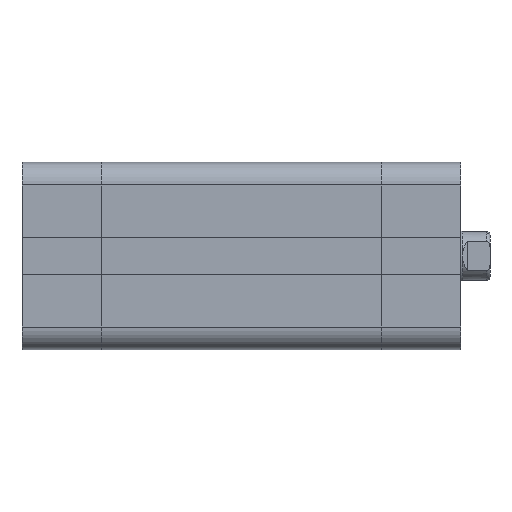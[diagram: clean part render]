
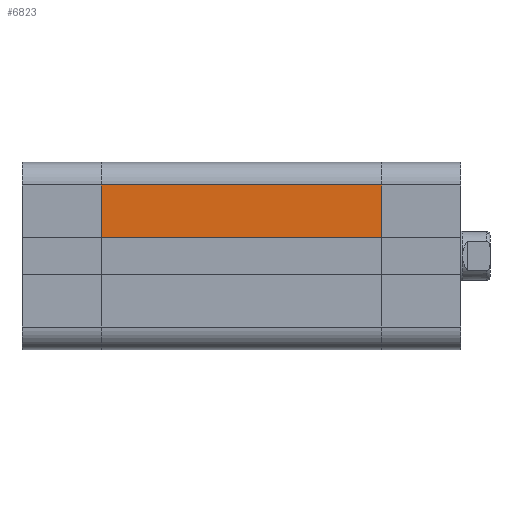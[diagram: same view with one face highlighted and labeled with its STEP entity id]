
A CAD part, front view. The second image highlights one B-rep face of the part: STEP entity #6823.
In plain terms, the highlighted planar face has unit normal (0, -1, 0).
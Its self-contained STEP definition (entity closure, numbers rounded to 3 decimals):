
#145 = EDGE_LOOP ( 'NONE', ( #650, #651, #652, #653 ) ) ;
#650 = ORIENTED_EDGE ( 'NONE', *, *, #7077, .T. ) ;
#651 = ORIENTED_EDGE ( 'NONE', *, *, #7076, .F. ) ;
#652 = ORIENTED_EDGE ( 'NONE', *, *, #7067, .F. ) ;
#653 = ORIENTED_EDGE ( 'NONE', *, *, #7078, .T. ) ;
#1605 = FACE_OUTER_BOUND ( 'NONE', #145, .T. ) ;
#2011 = LINE ( 'NONE', #4874, #2021 ) ;
#2015 = LINE ( 'NONE', #4896, #2039 ) ;
#2021 = VECTOR ( 'NONE', #4878, 1000. ) ;
#2032 = LINE ( 'NONE', #4894, #2037 ) ;
#2036 = LINE ( 'NONE', #4898, #2041 ) ;
#2037 = VECTOR ( 'NONE', #4897, 1000. ) ;
#2039 = VECTOR ( 'NONE', #4900, 1000. ) ;
#2041 = VECTOR ( 'NONE', #4902, 1000. ) ;
#2648 = VERTEX_POINT ( 'NONE', #3358 ) ;
#2649 = VERTEX_POINT ( 'NONE', #3359 ) ;
#2650 = VERTEX_POINT ( 'NONE', #3360 ) ;
#2651 = VERTEX_POINT ( 'NONE', #3361 ) ;
#3358 = CARTESIAN_POINT ( 'NONE',  ( -2.85, -14.5, -43.5 ) ) ;
#3359 = CARTESIAN_POINT ( 'NONE',  ( -2.85, -14.5, 0. ) ) ;
#3360 = CARTESIAN_POINT ( 'NONE',  ( -11., -14.5, 0. ) ) ;
#3361 = CARTESIAN_POINT ( 'NONE',  ( -11., -14.5, -43.5 ) ) ;
#4258 = CARTESIAN_POINT ( 'NONE',  ( -11., -14.5, -43.5 ) ) ;
#4259 = PLANE ( 'NONE',  #5173 ) ;
#4261 = DIRECTION ( 'NONE',  ( 0., -1., 0. ) ) ;
#4262 = DIRECTION ( 'NONE',  ( 0., 0., -1. ) ) ;
#4874 = CARTESIAN_POINT ( 'NONE',  ( -11., -14.5, -43.5 ) ) ;
#4878 = DIRECTION ( 'NONE',  ( 0., 0., 1. ) ) ;
#4894 = CARTESIAN_POINT ( 'NONE',  ( -11., -14.5, 0. ) ) ;
#4896 = CARTESIAN_POINT ( 'NONE',  ( -2.85, -14.5, -43.5 ) ) ;
#4897 = DIRECTION ( 'NONE',  ( 1., 0., 0. ) ) ;
#4898 = CARTESIAN_POINT ( 'NONE',  ( -11., -14.5, -43.5 ) ) ;
#4900 = DIRECTION ( 'NONE',  ( 0., 0., 1. ) ) ;
#4902 = DIRECTION ( 'NONE',  ( 1., 0., 0. ) ) ;
#5173 = AXIS2_PLACEMENT_3D ( 'NONE', #4258, #4261, #4262 ) ;
#6823 = ADVANCED_FACE ( 'NONE', ( #1605 ), #4259, .T. ) ;
#7067 = EDGE_CURVE ( 'NONE', #2651, #2650, #2011, .T. ) ;
#7076 = EDGE_CURVE ( 'NONE', #2650, #2649, #2032, .T. ) ;
#7077 = EDGE_CURVE ( 'NONE', #2648, #2649, #2015, .T. ) ;
#7078 = EDGE_CURVE ( 'NONE', #2651, #2648, #2036, .T. ) ;
